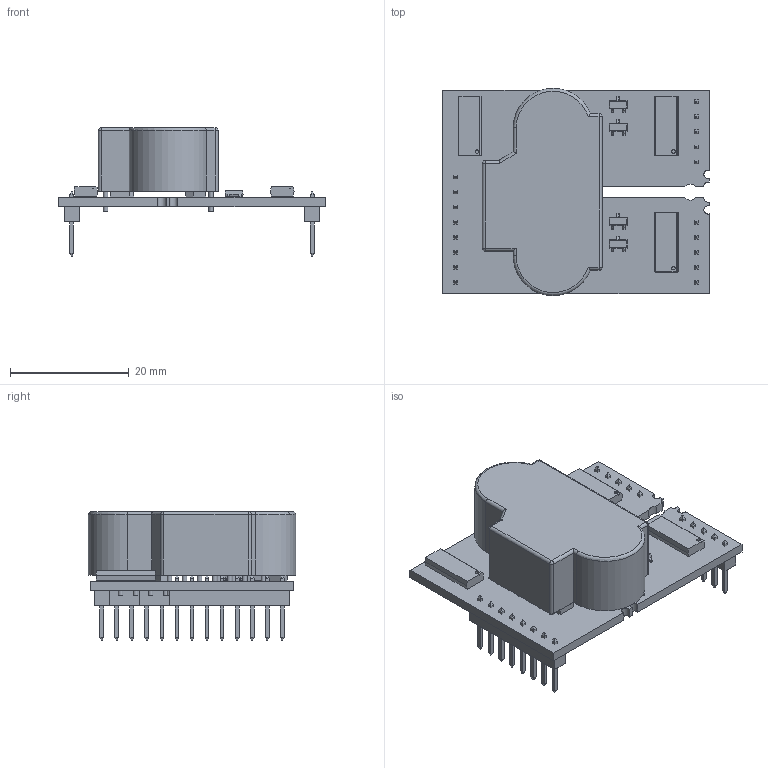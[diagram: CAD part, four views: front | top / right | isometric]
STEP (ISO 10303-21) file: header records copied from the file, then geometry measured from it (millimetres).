
FILE_DESCRIPTION(/* description */ (''),/* implementation_level */ '2;1');
FILE_NAME(/* name */ 'POWER-INTEGRATIONS_2SC0108T2F0.stp',/* time_stamp */ '2016-05-17T18:04:10+02:00',/* author */ ('riccim'),/* organization */ (''),/* preprocessor_version */ 'ST-DEVELOPER v15.5',/* originating_system */ 'AutoCAD Mechanical',/* authorisation */ '');
FILE_SCHEMA (('AUTOMOTIVE_DESIGN { 1 0 10303 214 3 1 1 }'));
Length unit declared in the file: millimetre
Products named in the file (1): Product
Bounding box: 44.96 x 34.98 x 21.7 mm (x, y, z)
Volume: 8605.6 mm3; surface area: 7726.2 mm2
Topology: 51 solids, 51 shells, 713 faces, 1559 edges, 963 vertices
Faces by surface type: plane 621, cylinder 61, bspline 24, sphere 5, torus 2
Full cylindrical faces by diameter (mm): 0.6 x3, 0.8 x28, 1 x3
Entity records: 18929 total; most frequent: CARTESIAN_POINT 3547, ORIENTED_EDGE 3040, DIRECTION 2974, EDGE_CURVE 1520, LINE 1342, VECTOR 1342, VERTEX_POINT 963, AXIS2_PLACEMENT_3D 816
